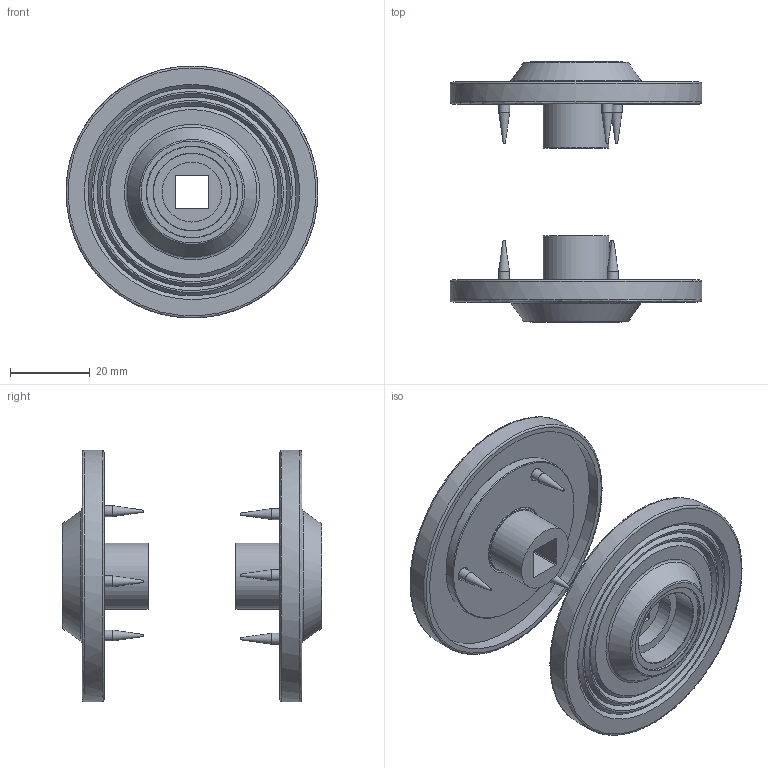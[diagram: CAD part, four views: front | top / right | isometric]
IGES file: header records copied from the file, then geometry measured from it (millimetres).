
Global section: file name: P8003-B; native system: Autodesk Inventor 2018; preprocessor: unknown; author: adaniels; date: 20190708.082352; units: millimetre
Bounding box: 63 x 65 x 62.98 mm (x, y, z)
Volume: 29491.5 mm3; surface area: 26553.8 mm2
Topology: 12 solids, 12 shells, 224 faces, 598 edges, 424 vertices
Faces by surface type: bspline 224
